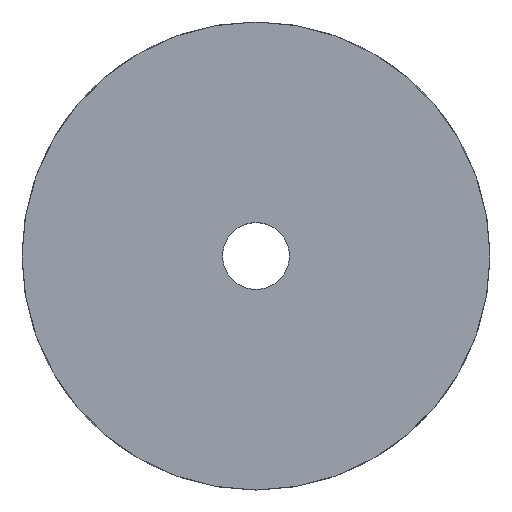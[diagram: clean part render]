
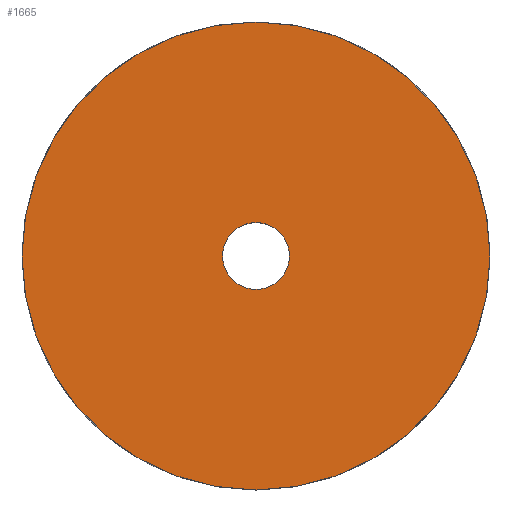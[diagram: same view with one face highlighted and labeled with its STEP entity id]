
A CAD part, top view. The second image highlights one B-rep face of the part: STEP entity #1665.
In plain terms, the highlighted planar face has unit normal (0, 0, 1).
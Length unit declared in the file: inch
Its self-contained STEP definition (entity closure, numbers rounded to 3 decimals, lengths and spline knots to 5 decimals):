
#1054 = EDGE_LOOP ( 'NONE', ( #21655, #7216 ) ) ;
#1232 = EDGE_CURVE ( 'NONE', #10634, #16851, #25135, .T. ) ;
#1346 = VERTEX_POINT ( 'NONE', #17852 ) ;
#1665 = ADVANCED_FACE ( 'NONE', ( #13196, #2956 ), #21516, .T. ) ;
#1874 = CARTESIAN_POINT ( 'NONE',  ( 0., 0., 0. ) ) ;
#2598 = DIRECTION ( 'NONE',  ( 0., 0., 1. ) ) ;
#2956 = FACE_BOUND ( 'NONE', #1054, .T. ) ;
#3086 = CIRCLE ( 'NONE', #18337, 0.125 ) ;
#3590 = DIRECTION ( 'NONE',  ( 0., 0., 1. ) ) ;
#3701 = CARTESIAN_POINT ( 'NONE',  ( 0., 0., 0. ) ) ;
#4135 = CARTESIAN_POINT ( 'NONE',  ( 0., 0., 0. ) ) ;
#5268 = CARTESIAN_POINT ( 'NONE',  ( 0., 0., 0. ) ) ;
#5568 = EDGE_CURVE ( 'NONE', #16851, #10634, #7144, .T. ) ;
#6414 = CARTESIAN_POINT ( 'NONE',  ( 0.875, 0., 0. ) ) ;
#6829 = DIRECTION ( 'NONE',  ( 1., 0., 0. ) ) ;
#7144 = CIRCLE ( 'NONE', #16274, 0.875 ) ;
#7216 = ORIENTED_EDGE ( 'NONE', *, *, #7810, .F. ) ;
#7810 = EDGE_CURVE ( 'NONE', #1346, #15869, #22278, .T. ) ;
#9096 = DIRECTION ( 'NONE',  ( 1., 0., 0. ) ) ;
#9310 = EDGE_LOOP ( 'NONE', ( #10049, #17527 ) ) ;
#10049 = ORIENTED_EDGE ( 'NONE', *, *, #5568, .T. ) ;
#10634 = VERTEX_POINT ( 'NONE', #15088 ) ;
#11328 = CARTESIAN_POINT ( 'NONE',  ( 0., 0., 0. ) ) ;
#11925 = DIRECTION ( 'NONE',  ( 1., 0., 0. ) ) ;
#13196 = FACE_OUTER_BOUND ( 'NONE', #9310, .T. ) ;
#13363 = AXIS2_PLACEMENT_3D ( 'NONE', #3701, #16233, #20749 ) ;
#15088 = CARTESIAN_POINT ( 'NONE',  ( -0.875, 0., 0. ) ) ;
#15363 = DIRECTION ( 'NONE',  ( 0., 0., 1. ) ) ;
#15869 = VERTEX_POINT ( 'NONE', #25612 ) ;
#16233 = DIRECTION ( 'NONE',  ( 0., 0., 1. ) ) ;
#16274 = AXIS2_PLACEMENT_3D ( 'NONE', #11328, #2598, #6829 ) ;
#16851 = VERTEX_POINT ( 'NONE', #6414 ) ;
#16879 = AXIS2_PLACEMENT_3D ( 'NONE', #5268, #15363, #9096 ) ;
#17527 = ORIENTED_EDGE ( 'NONE', *, *, #1232, .T. ) ;
#17852 = CARTESIAN_POINT ( 'NONE',  ( -0.125, 0., 0. ) ) ;
#18337 = AXIS2_PLACEMENT_3D ( 'NONE', #1874, #26727, #22482 ) ;
#19467 = EDGE_CURVE ( 'NONE', #15869, #1346, #3086, .T. ) ;
#20749 = DIRECTION ( 'NONE',  ( 1., 0., 0. ) ) ;
#21516 = PLANE ( 'NONE',  #16879 ) ;
#21655 = ORIENTED_EDGE ( 'NONE', *, *, #19467, .F. ) ;
#22278 = CIRCLE ( 'NONE', #23647, 0.125 ) ;
#22482 = DIRECTION ( 'NONE',  ( 1., 0., 0. ) ) ;
#23647 = AXIS2_PLACEMENT_3D ( 'NONE', #4135, #3590, #11925 ) ;
#25135 = CIRCLE ( 'NONE', #13363, 0.875 ) ;
#25612 = CARTESIAN_POINT ( 'NONE',  ( 0.125, 0., 0. ) ) ;
#26727 = DIRECTION ( 'NONE',  ( 0., 0., 1. ) ) ;
